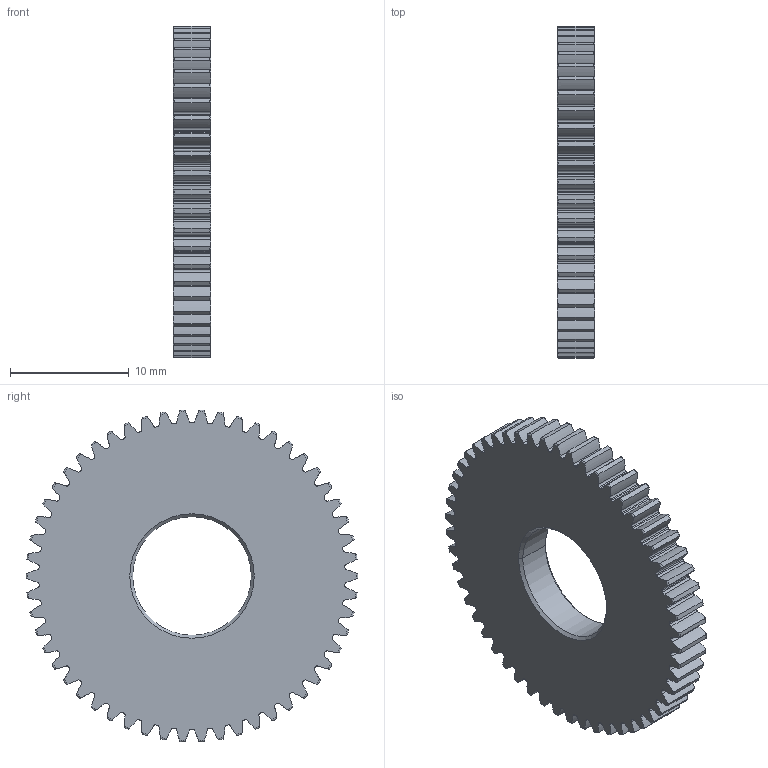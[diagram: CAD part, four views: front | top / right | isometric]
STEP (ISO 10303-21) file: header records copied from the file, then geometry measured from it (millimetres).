
FILE_DESCRIPTION((''),'2;1');
FILE_NAME('S12A05M054N0310','2023-03-23T',('SYSTEM'),(''),'PRO/ENGINEER BY PARAMETRIC TECHNOLOGY CORPORATION, 2016360','PRO/ENGINEER BY PARAMETRIC TECHNOLOGY CORPORATION, 2016360','');
FILE_SCHEMA(('AUTOMOTIVE_DESIGN { 1 0 10303 214 1 1 1 1 }'));
Length unit declared in the file: millimetre
Products named in the file (1): S12A05M054N0310
Bounding box: 3.2 x 28 x 27.97 mm (x, y, z)
Volume: 1573 mm3; surface area: 1593.2 mm2
Topology: 1 solids, 1 shells, 440 faces, 1310 edges, 872 vertices
Faces by surface type: cylinder 218, torus 108, extrusion 108, cone 4, plane 2
Entity records: 18921 total; most frequent: CARTESIAN_POINT 7258, ORIENTED_EDGE 2620, DIRECTION 2198, EDGE_CURVE 1310, AXIS2_PLACEMENT_3D 880, VERTEX_POINT 872, CIRCLE 548, B_SPLINE_CURVE_WITH_KNOTS 540
